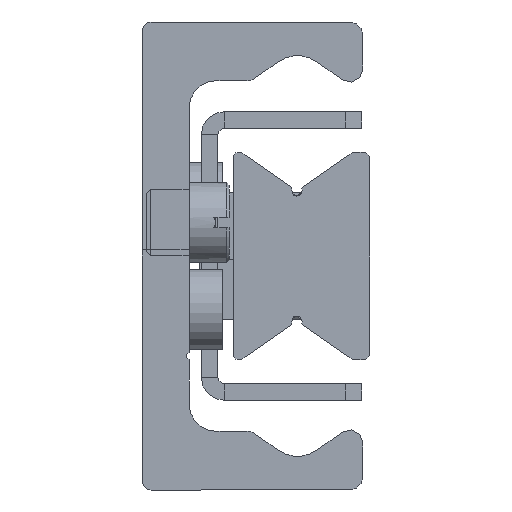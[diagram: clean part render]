
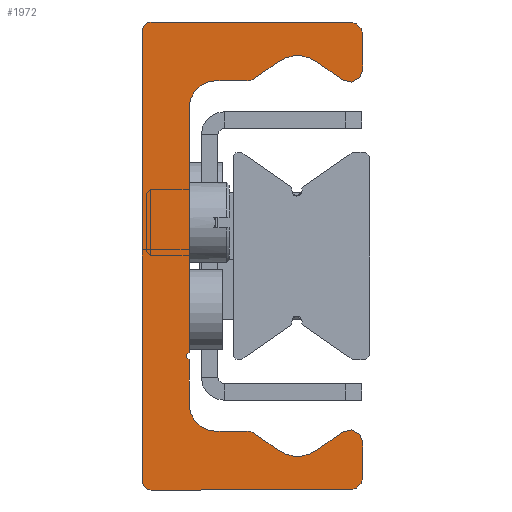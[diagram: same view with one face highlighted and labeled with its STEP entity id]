
A CAD part, left-side view. The second image highlights one B-rep face of the part: STEP entity #1972.
In plain terms, the highlighted planar face has unit normal (-1, 0, 0).
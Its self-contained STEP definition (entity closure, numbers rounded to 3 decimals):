
#1003=CARTESIAN_POINT('',(0.0,7.6,-17.5));
#1004=VERTEX_POINT('',#1003);
#1011=CARTESIAN_POINT('',(0.0,8.25,-16.85));
#1012=VERTEX_POINT('',#1011);
#1013=CARTESIAN_POINT('',(0.0,7.6,-16.85));
#1014=DIRECTION('',(1.0,0.0,0.0));
#1015=DIRECTION('',(0.0,0.0,-1.0));
#1016=AXIS2_PLACEMENT_3D('',#1013,#1014,#1015);
#1017=CIRCLE('',#1016,0.65);
#1018=EDGE_CURVE('',#1004,#1012,#1017,.T.);
#1042=CARTESIAN_POINT('',(0.0,-7.25,-17.5));
#1043=VERTEX_POINT('',#1042);
#1050=CARTESIAN_POINT('',(0.0,-7.25,-17.5));
#1051=DIRECTION('',(0.0,1.0,0.0));
#1052=VECTOR('',#1051,14.85);
#1053=LINE('',#1050,#1052);
#1054=EDGE_CURVE('',#1043,#1004,#1053,.T.);
#1074=CARTESIAN_POINT('',(0.0,-8.25,-16.5));
#1075=VERTEX_POINT('',#1074);
#1082=CARTESIAN_POINT('',(0.0,-7.25,-16.5));
#1083=DIRECTION('',(1.0,0.0,0.0));
#1084=DIRECTION('',(0.0,-1.0,0.0));
#1085=AXIS2_PLACEMENT_3D('',#1082,#1083,#1084);
#1086=CIRCLE('',#1085,1.);
#1087=EDGE_CURVE('',#1075,#1043,#1086,.T.);
#1106=CARTESIAN_POINT('',(0.0,-8.25,-13.98));
#1107=VERTEX_POINT('',#1106);
#1114=CARTESIAN_POINT('',(0.0,-8.25,-13.98));
#1115=DIRECTION('',(0.0,0.0,-1.0));
#1116=VECTOR('',#1115,2.52);
#1117=LINE('',#1114,#1116);
#1118=EDGE_CURVE('',#1107,#1075,#1117,.T.);
#1138=CARTESIAN_POINT('',(0.0,-6.708,-13.177));
#1139=VERTEX_POINT('',#1138);
#1146=CARTESIAN_POINT('',(0.0,-7.27,-13.98));
#1147=DIRECTION('',(1.0,0.0,0.0));
#1148=DIRECTION('',(0.0,0.574,0.819));
#1149=AXIS2_PLACEMENT_3D('',#1146,#1147,#1148);
#1150=CIRCLE('',#1149,0.98);
#1151=EDGE_CURVE('',#1139,#1107,#1150,.T.);
#1170=CARTESIAN_POINT('',(0.0,-4.784,-14.524));
#1171=VERTEX_POINT('',#1170);
#1178=CARTESIAN_POINT('',(0.0,-4.784,-14.524));
#1179=DIRECTION('',(0.0,-0.819,0.574));
#1180=VECTOR('',#1179,2.349);
#1181=LINE('',#1178,#1180);
#1182=EDGE_CURVE('',#1171,#1139,#1181,.T.);
#1202=CARTESIAN_POINT('',(0.0,-1.916,-14.524));
#1203=VERTEX_POINT('',#1202);
#1210=CARTESIAN_POINT('',(0.0,-3.35,-12.477));
#1211=DIRECTION('',(-1.0,0.0,0.0));
#1212=DIRECTION('',(0.0,0.574,0.819));
#1213=AXIS2_PLACEMENT_3D('',#1210,#1211,#1212);
#1214=CIRCLE('',#1213,2.5);
#1215=EDGE_CURVE('',#1203,#1171,#1214,.T.);
#1234=CARTESIAN_POINT('',(0.0,-0.14,-13.281));
#1235=VERTEX_POINT('',#1234);
#1242=CARTESIAN_POINT('',(0.0,-0.14,-13.281));
#1243=DIRECTION('',(0.0,-0.819,-0.574));
#1244=VECTOR('',#1243,2.168);
#1245=LINE('',#1242,#1244);
#1246=EDGE_CURVE('',#1235,#1203,#1245,.T.);
#1266=CARTESIAN_POINT('',(0.0,0.433,-13.1));
#1267=VERTEX_POINT('',#1266);
#1274=CARTESIAN_POINT('',(0.0,0.433,-14.1));
#1275=DIRECTION('',(1.0,0.0,0.0));
#1276=DIRECTION('',(0.0,0.0,1.0));
#1277=AXIS2_PLACEMENT_3D('',#1274,#1275,#1276);
#1278=CIRCLE('',#1277,1.);
#1279=EDGE_CURVE('',#1267,#1235,#1278,.T.);
#1298=CARTESIAN_POINT('',(0.0,2.75,-13.1));
#1299=VERTEX_POINT('',#1298);
#1306=CARTESIAN_POINT('',(0.0,2.75,-13.1));
#1307=DIRECTION('',(0.0,-1.0,0.0));
#1308=VECTOR('',#1307,2.317);
#1309=LINE('',#1306,#1308);
#1310=EDGE_CURVE('',#1299,#1267,#1309,.T.);
#1330=CARTESIAN_POINT('',(0.0,4.75,-11.1));
#1331=VERTEX_POINT('',#1330);
#1338=CARTESIAN_POINT('',(0.0,2.75,-11.1));
#1339=DIRECTION('',(-1.0,0.0,0.0));
#1340=DIRECTION('',(0.0,0.0,1.0));
#1341=AXIS2_PLACEMENT_3D('',#1338,#1339,#1340);
#1342=CIRCLE('',#1341,2.0);
#1343=EDGE_CURVE('',#1331,#1299,#1342,.T.);
#1362=CARTESIAN_POINT('',(0.0,4.75,-7.75));
#1363=VERTEX_POINT('',#1362);
#1370=CARTESIAN_POINT('',(0.0,4.75,-7.75));
#1371=DIRECTION('',(0.0,0.0,-1.0));
#1372=VECTOR('',#1371,3.35);
#1373=LINE('',#1370,#1372);
#1374=EDGE_CURVE('',#1363,#1331,#1373,.T.);
#1394=CARTESIAN_POINT('',(0.0,4.75,-7.25));
#1395=VERTEX_POINT('',#1394);
#1402=CARTESIAN_POINT('',(0.0,4.75,-7.5));
#1403=DIRECTION('',(-1.0,0.0,0.0));
#1404=DIRECTION('',(0.0,0.0,1.0));
#1405=AXIS2_PLACEMENT_3D('',#1402,#1403,#1404);
#1406=CIRCLE('',#1405,0.25);
#1407=EDGE_CURVE('',#1395,#1363,#1406,.T.);
#1426=CARTESIAN_POINT('',(0.0,4.75,11.1));
#1427=VERTEX_POINT('',#1426);
#1434=CARTESIAN_POINT('',(0.0,4.75,11.1));
#1435=DIRECTION('',(0.0,0.0,-1.0));
#1436=VECTOR('',#1435,18.35);
#1437=LINE('',#1434,#1436);
#1438=EDGE_CURVE('',#1427,#1395,#1437,.T.);
#1518=CARTESIAN_POINT('',(0.0,2.75,13.1));
#1519=VERTEX_POINT('',#1518);
#1526=CARTESIAN_POINT('',(0.0,2.75,11.1));
#1527=DIRECTION('',(-1.0,0.0,0.0));
#1528=DIRECTION('',(0.0,-1.0,0.0));
#1529=AXIS2_PLACEMENT_3D('',#1526,#1527,#1528);
#1530=CIRCLE('',#1529,2.0);
#1531=EDGE_CURVE('',#1519,#1427,#1530,.T.);
#1550=CARTESIAN_POINT('',(0.0,0.433,13.1));
#1551=VERTEX_POINT('',#1550);
#1558=CARTESIAN_POINT('',(0.0,0.433,13.1));
#1559=DIRECTION('',(0.0,1.0,0.0));
#1560=VECTOR('',#1559,2.317);
#1561=LINE('',#1558,#1560);
#1562=EDGE_CURVE('',#1551,#1519,#1561,.T.);
#1582=CARTESIAN_POINT('',(0.0,-0.14,13.281));
#1583=VERTEX_POINT('',#1582);
#1590=CARTESIAN_POINT('',(0.0,0.433,14.1));
#1591=DIRECTION('',(1.0,0.0,0.0));
#1592=DIRECTION('',(0.0,-0.574,-0.819));
#1593=AXIS2_PLACEMENT_3D('',#1590,#1591,#1592);
#1594=CIRCLE('',#1593,1.);
#1595=EDGE_CURVE('',#1583,#1551,#1594,.T.);
#1614=CARTESIAN_POINT('',(0.0,-1.916,14.524));
#1615=VERTEX_POINT('',#1614);
#1622=CARTESIAN_POINT('',(0.0,-1.916,14.524));
#1623=DIRECTION('',(0.0,0.819,-0.574));
#1624=VECTOR('',#1623,2.168);
#1625=LINE('',#1622,#1624);
#1626=EDGE_CURVE('',#1615,#1583,#1625,.T.);
#1646=CARTESIAN_POINT('',(0.0,-4.784,14.524));
#1647=VERTEX_POINT('',#1646);
#1654=CARTESIAN_POINT('',(0.0,-3.35,12.477));
#1655=DIRECTION('',(-1.0,0.0,0.0));
#1656=DIRECTION('',(0.0,-0.574,-0.819));
#1657=AXIS2_PLACEMENT_3D('',#1654,#1655,#1656);
#1658=CIRCLE('',#1657,2.5);
#1659=EDGE_CURVE('',#1647,#1615,#1658,.T.);
#1678=CARTESIAN_POINT('',(0.0,-6.708,13.177));
#1679=VERTEX_POINT('',#1678);
#1686=CARTESIAN_POINT('',(0.0,-6.708,13.177));
#1687=DIRECTION('',(0.0,0.819,0.574));
#1688=VECTOR('',#1687,2.349);
#1689=LINE('',#1686,#1688);
#1690=EDGE_CURVE('',#1679,#1647,#1689,.T.);
#1710=CARTESIAN_POINT('',(0.0,-8.25,13.98));
#1711=VERTEX_POINT('',#1710);
#1718=CARTESIAN_POINT('',(0.0,-7.27,13.98));
#1719=DIRECTION('',(1.0,0.0,0.0));
#1720=DIRECTION('',(0.0,-1.0,0.0));
#1721=AXIS2_PLACEMENT_3D('',#1718,#1719,#1720);
#1722=CIRCLE('',#1721,0.98);
#1723=EDGE_CURVE('',#1711,#1679,#1722,.T.);
#1742=CARTESIAN_POINT('',(0.0,-8.25,16.5));
#1743=VERTEX_POINT('',#1742);
#1750=CARTESIAN_POINT('',(0.0,-8.25,16.5));
#1751=DIRECTION('',(0.0,0.0,-1.0));
#1752=VECTOR('',#1751,2.52);
#1753=LINE('',#1750,#1752);
#1754=EDGE_CURVE('',#1743,#1711,#1753,.T.);
#1774=CARTESIAN_POINT('',(0.0,-7.25,17.5));
#1775=VERTEX_POINT('',#1774);
#1782=CARTESIAN_POINT('',(0.0,-7.25,16.5));
#1783=DIRECTION('',(1.0,0.0,0.0));
#1784=DIRECTION('',(0.0,0.0,1.0));
#1785=AXIS2_PLACEMENT_3D('',#1782,#1783,#1784);
#1786=CIRCLE('',#1785,1.);
#1787=EDGE_CURVE('',#1775,#1743,#1786,.T.);
#1806=CARTESIAN_POINT('',(0.0,7.6,17.5));
#1807=VERTEX_POINT('',#1806);
#1814=CARTESIAN_POINT('',(0.0,7.6,17.5));
#1815=DIRECTION('',(0.0,-1.0,0.0));
#1816=VECTOR('',#1815,14.85);
#1817=LINE('',#1814,#1816);
#1818=EDGE_CURVE('',#1807,#1775,#1817,.T.);
#1838=CARTESIAN_POINT('',(0.0,8.25,16.85));
#1839=VERTEX_POINT('',#1838);
#1846=CARTESIAN_POINT('',(0.0,7.6,16.85));
#1847=DIRECTION('',(1.0,0.0,0.0));
#1848=DIRECTION('',(0.0,1.0,0.0));
#1849=AXIS2_PLACEMENT_3D('',#1846,#1847,#1848);
#1850=CIRCLE('',#1849,0.65);
#1851=EDGE_CURVE('',#1839,#1807,#1850,.T.);
#1869=CARTESIAN_POINT('',(0.0,8.25,-16.85));
#1870=DIRECTION('',(0.0,0.0,1.0));
#1871=VECTOR('',#1870,33.7);
#1872=LINE('',#1869,#1871);
#1873=EDGE_CURVE('',#1012,#1839,#1872,.T.);
#1939=CARTESIAN_POINT('',(0.0,2.258,-0.017));
#1940=DIRECTION('',(1.0,0.0,0.0));
#1941=DIRECTION('',(0.0,0.0,-1.0));
#1942=AXIS2_PLACEMENT_3D('',#1939,#1940,#1941);
#1943=PLANE('',#1942);
#1944=ORIENTED_EDGE('',*,*,#1873,.F.);
#1945=ORIENTED_EDGE('',*,*,#1018,.F.);
#1946=ORIENTED_EDGE('',*,*,#1054,.F.);
#1947=ORIENTED_EDGE('',*,*,#1087,.F.);
#1948=ORIENTED_EDGE('',*,*,#1118,.F.);
#1949=ORIENTED_EDGE('',*,*,#1151,.F.);
#1950=ORIENTED_EDGE('',*,*,#1182,.F.);
#1951=ORIENTED_EDGE('',*,*,#1215,.F.);
#1952=ORIENTED_EDGE('',*,*,#1246,.F.);
#1953=ORIENTED_EDGE('',*,*,#1279,.F.);
#1954=ORIENTED_EDGE('',*,*,#1310,.F.);
#1955=ORIENTED_EDGE('',*,*,#1343,.F.);
#1956=ORIENTED_EDGE('',*,*,#1374,.F.);
#1957=ORIENTED_EDGE('',*,*,#1407,.F.);
#1958=ORIENTED_EDGE('',*,*,#1438,.F.);
#1959=ORIENTED_EDGE('',*,*,#1531,.F.);
#1960=ORIENTED_EDGE('',*,*,#1562,.F.);
#1961=ORIENTED_EDGE('',*,*,#1595,.F.);
#1962=ORIENTED_EDGE('',*,*,#1626,.F.);
#1963=ORIENTED_EDGE('',*,*,#1659,.F.);
#1964=ORIENTED_EDGE('',*,*,#1690,.F.);
#1965=ORIENTED_EDGE('',*,*,#1723,.F.);
#1966=ORIENTED_EDGE('',*,*,#1754,.F.);
#1967=ORIENTED_EDGE('',*,*,#1787,.F.);
#1968=ORIENTED_EDGE('',*,*,#1818,.F.);
#1969=ORIENTED_EDGE('',*,*,#1851,.F.);
#1970=EDGE_LOOP('',(#1944,#1945,#1946,#1947,#1948,#1949,#1950,#1951,#1952,#1953,#1954,#1955,#1956,#1957,#1958,#1959,#1960,#1961,#1962,#1963,#1964,#1965,#1966,#1967,#1968,#1969));
#1971=FACE_OUTER_BOUND('',#1970,.T.);
#1972=ADVANCED_FACE('',(#1971),#1943,.F.);
